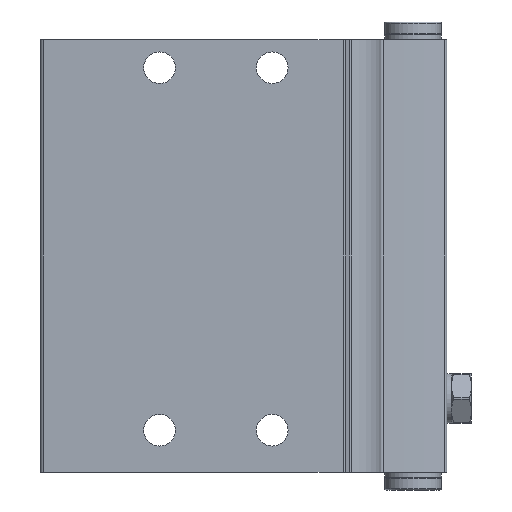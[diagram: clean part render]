
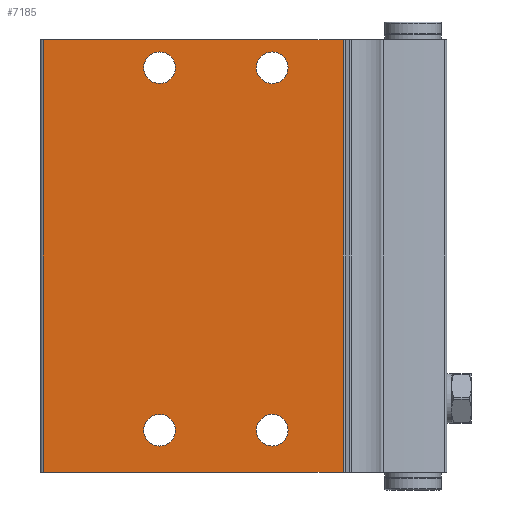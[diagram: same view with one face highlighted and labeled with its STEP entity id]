
A CAD part, front view. The second image highlights one B-rep face of the part: STEP entity #7185.
In plain terms, the highlighted planar face has unit normal (0, -1, 0).
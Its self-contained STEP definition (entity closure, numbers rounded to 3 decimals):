
#178=LINE('',#11731,#745);
#179=LINE('',#11741,#746);
#180=LINE('',#11743,#747);
#181=LINE('',#11745,#748);
#745=VECTOR('',#9031,1000.);
#746=VECTOR('',#9042,1000.);
#747=VECTOR('',#9043,1000.);
#748=VECTOR('',#9044,1000.);
#1294=PLANE('',#8128);
#1579=CIRCLE('',#8129,2.25);
#1580=CIRCLE('',#8130,2.25);
#1581=CIRCLE('',#8131,2.25);
#1582=CIRCLE('',#8132,2.25);
#2003=ORIENTED_EDGE('',*,*,#3914,.F.);
#2004=ORIENTED_EDGE('',*,*,#3915,.F.);
#2005=ORIENTED_EDGE('',*,*,#3916,.F.);
#2006=ORIENTED_EDGE('',*,*,#3917,.F.);
#2007=ORIENTED_EDGE('',*,*,#3918,.F.);
#2008=ORIENTED_EDGE('',*,*,#3913,.F.);
#2009=ORIENTED_EDGE('',*,*,#3919,.T.);
#2010=ORIENTED_EDGE('',*,*,#3920,.T.);
#3913=EDGE_CURVE('',#4862,#4861,#178,.T.);
#3914=EDGE_CURVE('',#4863,#4863,#1579,.T.);
#3915=EDGE_CURVE('',#4864,#4864,#1580,.T.);
#3916=EDGE_CURVE('',#4865,#4865,#1581,.T.);
#3917=EDGE_CURVE('',#4866,#4866,#1582,.T.);
#3918=EDGE_CURVE('',#4861,#4867,#179,.T.);
#3919=EDGE_CURVE('',#4862,#4868,#180,.T.);
#3920=EDGE_CURVE('',#4868,#4867,#181,.T.);
#4861=VERTEX_POINT('',#11728);
#4862=VERTEX_POINT('',#11730);
#4863=VERTEX_POINT('',#11734);
#4864=VERTEX_POINT('',#11736);
#4865=VERTEX_POINT('',#11738);
#4866=VERTEX_POINT('',#11740);
#4867=VERTEX_POINT('',#11742);
#4868=VERTEX_POINT('',#11744);
#5624=EDGE_LOOP('',(#2003));
#5625=EDGE_LOOP('',(#2004));
#5626=EDGE_LOOP('',(#2005));
#5627=EDGE_LOOP('',(#2006));
#5628=EDGE_LOOP('',(#2007,#2008,#2009,#2010));
#6347=FACE_BOUND('',#5624,.T.);
#6348=FACE_BOUND('',#5625,.T.);
#6349=FACE_BOUND('',#5626,.T.);
#6350=FACE_BOUND('',#5627,.T.);
#6351=FACE_BOUND('',#5628,.T.);
#7185=ADVANCED_FACE('',(#6347,#6348,#6349,#6350,#6351),#1294,.T.);
#8128=AXIS2_PLACEMENT_3D('',#11732,#9032,#9033);
#8129=AXIS2_PLACEMENT_3D('',#11733,#9034,#9035);
#8130=AXIS2_PLACEMENT_3D('',#11735,#9036,#9037);
#8131=AXIS2_PLACEMENT_3D('',#11737,#9038,#9039);
#8132=AXIS2_PLACEMENT_3D('',#11739,#9040,#9041);
#9031=DIRECTION('',(0.,0.,1.));
#9032=DIRECTION('',(0.,-1.,0.));
#9033=DIRECTION('',(0.,0.,-1.));
#9034=DIRECTION('',(0.,-1.,0.));
#9035=DIRECTION('',(0.,0.,-1.));
#9036=DIRECTION('',(0.,-1.,0.));
#9037=DIRECTION('',(0.,0.,-1.));
#9038=DIRECTION('',(0.,-1.,0.));
#9039=DIRECTION('',(0.,0.,-1.));
#9040=DIRECTION('',(0.,-1.,0.));
#9041=DIRECTION('',(0.,0.,-1.));
#9042=DIRECTION('',(1.,0.,0.));
#9043=DIRECTION('',(1.,0.,0.));
#9044=DIRECTION('',(0.,0.,1.));
#11728=CARTESIAN_POINT('',(-18.069,0.,0.));
#11730=CARTESIAN_POINT('',(-18.069,0.,-61.5));
#11731=CARTESIAN_POINT('',(-18.069,0.,-61.5));
#11732=CARTESIAN_POINT('',(-18.069,0.,-61.5));
#11733=CARTESIAN_POINT('',(-8.,0.,-6.));
#11734=CARTESIAN_POINT('',(-8.,0.,-8.25));
#11735=CARTESIAN_POINT('',(-8.,0.,-57.5));
#11736=CARTESIAN_POINT('',(-8.,0.,-59.75));
#11737=CARTESIAN_POINT('',(8.,0.,-57.5));
#11738=CARTESIAN_POINT('',(8.,0.,-59.75));
#11739=CARTESIAN_POINT('',(8.,0.,-6.));
#11740=CARTESIAN_POINT('',(8.,0.,-8.25));
#11741=CARTESIAN_POINT('',(-18.069,0.,0.));
#11742=CARTESIAN_POINT('',(24.5,0.,0.));
#11743=CARTESIAN_POINT('',(-18.069,0.,-61.5));
#11744=CARTESIAN_POINT('',(24.5,0.,-61.5));
#11745=CARTESIAN_POINT('',(24.5,0.,-61.5));
